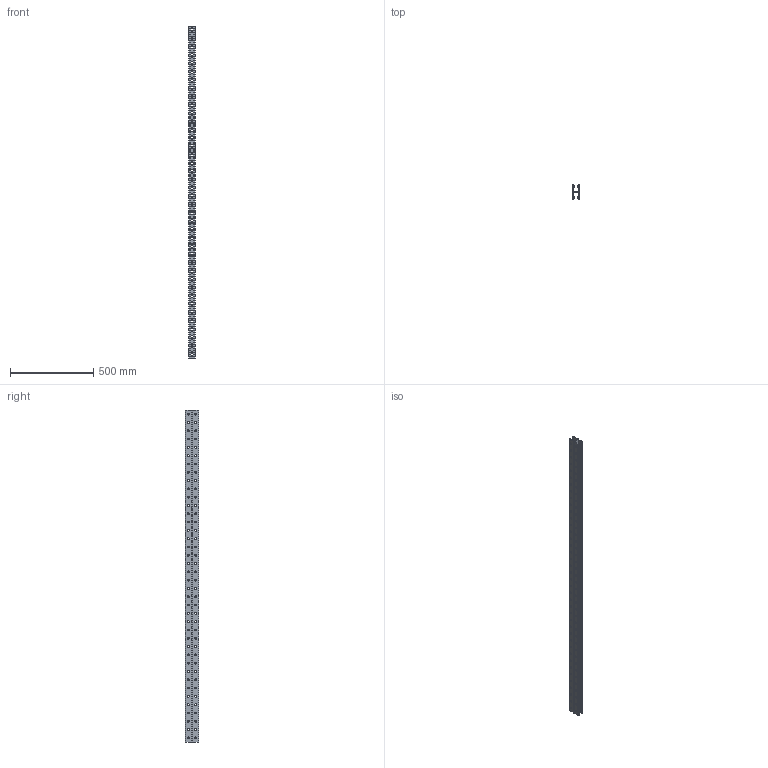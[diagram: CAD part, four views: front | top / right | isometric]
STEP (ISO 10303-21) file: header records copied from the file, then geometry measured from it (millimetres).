
FILE_DESCRIPTION (( 'STEP AP203' ), '1' );
FILE_NAME ('Ïðîôèëü C-îáðàçíûé äâîéíîé 41_BPD4120HDZ.STEP', '2012-11-16T08:33:02', ( 'Àñååâ' ), ( '' ), 'SwSTEP 2.0', 'SolidWorks 2012', '' );
FILE_SCHEMA (( 'CONFIG_CONTROL_DESIGN' ));
Length unit declared in the file: millimetre
Products named in the file (1): Ïðîôèëü C-îáðàçíûé äâîéíîé 41_BPD4120HDZ
Bounding box: 41 x 82 x 2000 mm (x, y, z)
Volume: 1325453.4 mm3; surface area: 992954 mm2
Topology: 1 solids, 1 shells, 376 faces, 1202 edges, 828 vertices
Faces by surface type: cylinder 264, plane 112
Full cylindrical faces by diameter (mm): 10.5 x160
Entity records: 12971 total; most frequent: DIRECTION 2244, CARTESIAN_POINT 2087, ORIENTED_EDGE 1924, EDGE_CURVE 962, EDGE_LOOP 936, AXIS2_PLACEMENT_3D 905, VERTEX_POINT 748, FACE_OUTER_BOUND 536
